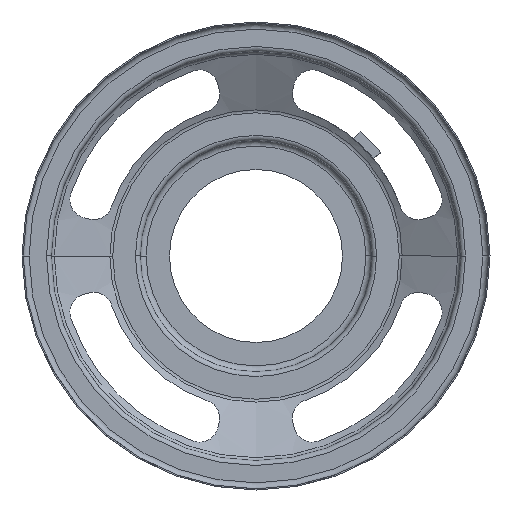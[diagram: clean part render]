
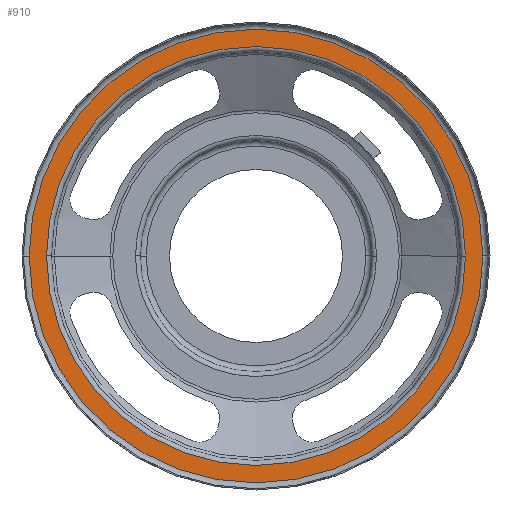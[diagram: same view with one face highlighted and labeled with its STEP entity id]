
A CAD part, front view. The second image highlights one B-rep face of the part: STEP entity #910.
In plain terms, the highlighted planar face has unit normal (0, -1, 0).
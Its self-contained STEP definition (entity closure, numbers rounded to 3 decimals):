
#567=CARTESIAN_POINT('POINT37',(-48.476,2.286,
   -0.143));
#568=VERTEX_POINT('VERTEX37',#567);
#576=CARTESIAN_POINT('POINT38',(-48.476,2.286,
   0.));
#577=VERTEX_POINT('VERTEX38',#576);
#578=CARTESIAN_POINT('POS59',(0.,2.286,0.));
#579=DIRECTION('DIR111',(0.,-1.,0.));
#580=DIRECTION('DIR112',(0.,0.,-1.));
#581=AXIS2_PLACEMENT_3D('AXIS53',#578,#579,#580);
#582=CIRCLE('ELLIPSE44',#581,48.476);
#583=EDGE_CURVE('EDGE56',#568,#577,#582,.F.);
#601=CARTESIAN_POINT('POINT39',(48.476,2.286,
   0.143));
#602=VERTEX_POINT('VERTEX39',#601);
#612=CARTESIAN_POINT('POS63',(0.,2.286,0.));
#613=DIRECTION('DIR119',(0.,-1.,0.));
#614=DIRECTION('DIR120',(0.,0.,-1.));
#615=AXIS2_PLACEMENT_3D('AXIS57',#612,#613,#614);
#616=CIRCLE('ELLIPSE47',#615,48.476);
#617=EDGE_CURVE('EDGE59',#577,#602,#616,.F.);
#623=CARTESIAN_POINT('POINT40',(48.476,2.286,
   0.));
#624=VERTEX_POINT('VERTEX40',#623);
#625=EDGE_CURVE('EDGE60',#602,#624,#616,.F.);
#641=EDGE_CURVE('EDGE62',#624,#568,#582,.F.);
#871=ORIENTED_EDGE('COEDGE149',*,*,#641,.F.);
#872=ORIENTED_EDGE('COEDGE150',*,*,#625,.F.);
#873=ORIENTED_EDGE('COEDGE151',*,*,#617,.F.);
#874=ORIENTED_EDGE('COEDGE152',*,*,#583,.F.);
#875=EDGE_LOOP('NONE',(#871,#872,#873,#874));
#876=FACE_BOUND('LOOP1',#875,.T.);
#877=CARTESIAN_POINT('POINT56',(-44.762,2.286,0.));
#878=VERTEX_POINT('VERTEX56',#877);
#879=CARTESIAN_POINT('POINT57',(44.762,2.286,
   -0.132));
#880=VERTEX_POINT('VERTEX57',#879);
#881=CARTESIAN_POINT('POS88',(0.,2.286,0.));
#882=DIRECTION('DIR165',(0.,-1.,0.));
#883=DIRECTION('DIR166',(0.,0.,-1.));
#884=AXIS2_PLACEMENT_3D('AXIS78',#881,#882,#883);
#885=CIRCLE('ELLIPSE64',#884,44.762);
#886=EDGE_CURVE('EDGE84',#878,#880,#885,.T.);
#887=ORIENTED_EDGE('COEDGE153',*,*,#886,.F.);
#888=CARTESIAN_POINT('POINT58',(-44.762,2.286,
   0.132));
#889=VERTEX_POINT('VERTEX58',#888);
#890=CARTESIAN_POINT('POS89',(0.,2.286,0.));
#891=DIRECTION('DIR167',(0.,-1.,0.));
#892=DIRECTION('DIR168',(0.,0.,-1.));
#893=AXIS2_PLACEMENT_3D('AXIS79',#890,#891,#892);
#894=CIRCLE('ELLIPSE65',#893,44.762);
#895=EDGE_CURVE('EDGE85',#889,#878,#894,.T.);
#896=ORIENTED_EDGE('COEDGE154',*,*,#895,.F.);
#897=CARTESIAN_POINT('POINT59',(44.762,2.286,
   0.));
#898=VERTEX_POINT('VERTEX59',#897);
#899=EDGE_CURVE('EDGE86',#898,#889,#894,.T.);
#900=ORIENTED_EDGE('COEDGE155',*,*,#899,.F.);
#901=EDGE_CURVE('EDGE87',#880,#898,#885,.T.);
#902=ORIENTED_EDGE('COEDGE156',*,*,#901,.F.);
#903=EDGE_LOOP('NONE',(#887,#896,#900,#902));
#904=FACE_BOUND('LOOP1',#903,.T.);
#905=CARTESIAN_POINT('POS90',(0.,2.286,0.));
#906=DIRECTION('DIR169',(0.,-1.,0.));
#907=DIRECTION('DIR170',(1.,0.,0.));
#908=AXIS2_PLACEMENT_3D('AXIS80',#905,#906,#907);
#909=PLANE('PLANE5',#908);
#910=ADVANCED_FACE('FACE33',(#876,#904),#909,.T.);
